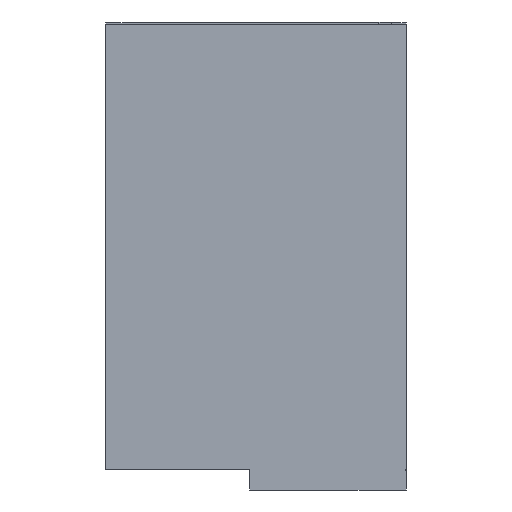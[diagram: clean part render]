
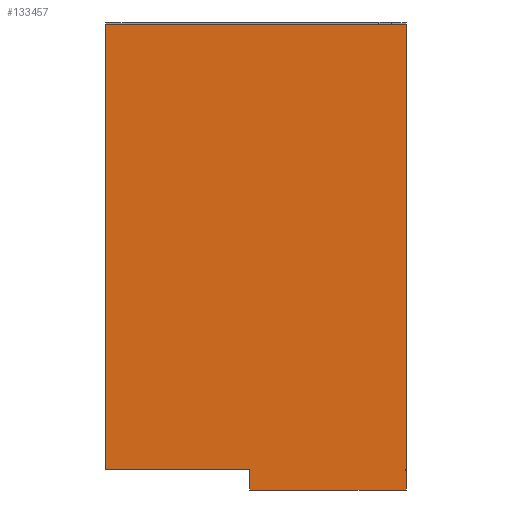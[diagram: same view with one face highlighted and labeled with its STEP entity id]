
A CAD part, front view. The second image highlights one B-rep face of the part: STEP entity #133457.
In plain terms, the highlighted planar face has unit normal (0, -1, 0).
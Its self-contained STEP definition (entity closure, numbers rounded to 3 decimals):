
#2558 = EDGE_CURVE ( 'NONE', #141149, #136283, #62095, .T. ) ;
#3942 = VERTEX_POINT ( 'NONE', #117355 ) ;
#4762 = CARTESIAN_POINT ( 'NONE',  ( 218., -65., 28.797 ) ) ;
#6054 = LINE ( 'NONE', #47087, #88437 ) ;
#8244 = EDGE_CURVE ( 'NONE', #57152, #102154, #45058, .T. ) ;
#14160 = VECTOR ( 'NONE', #90630, 1000. ) ;
#17867 = DIRECTION ( 'NONE',  ( 1., 0., 0. ) ) ;
#28338 = DIRECTION ( 'NONE',  ( 1., 0., 0. ) ) ;
#28724 = VERTEX_POINT ( 'NONE', #106735 ) ;
#28826 = DIRECTION ( 'NONE',  ( 0., 1., 0. ) ) ;
#30584 = VECTOR ( 'NONE', #61632, 1000. ) ;
#35061 = CARTESIAN_POINT ( 'NONE',  ( -8.962, -65., 30. ) ) ;
#38151 = ORIENTED_EDGE ( 'NONE', *, *, #2558, .F. ) ;
#38294 = VERTEX_POINT ( 'NONE', #4762 ) ;
#38810 = EDGE_CURVE ( 'NONE', #141149, #3942, #123921, .T. ) ;
#39725 = CARTESIAN_POINT ( 'NONE',  ( 219., -65., 0. ) ) ;
#40601 = EDGE_CURVE ( 'NONE', #102154, #48774, #117754, .T. ) ;
#41016 = ORIENTED_EDGE ( 'NONE', *, *, #62081, .F. ) ;
#41783 = ORIENTED_EDGE ( 'NONE', *, *, #117369, .F. ) ;
#42504 = EDGE_CURVE ( 'NONE', #57152, #136283, #51245, .T. ) ;
#45058 = LINE ( 'NONE', #56000, #141991 ) ;
#47087 = CARTESIAN_POINT ( 'NONE',  ( 218., -65., 30. ) ) ;
#48774 = VERTEX_POINT ( 'NONE', #111398 ) ;
#51245 = LINE ( 'NONE', #102346, #54233 ) ;
#54233 = VECTOR ( 'NONE', #153501, 1000. ) ;
#55665 = FACE_OUTER_BOUND ( 'NONE', #148948, .T. ) ;
#56000 = CARTESIAN_POINT ( 'NONE',  ( -219., -65., 680. ) ) ;
#56578 = DIRECTION ( 'NONE',  ( 0., 0., -1. ) ) ;
#57152 = VERTEX_POINT ( 'NONE', #75280 ) ;
#57306 = DIRECTION ( 'NONE',  ( 0., 0., 1. ) ) ;
#61632 = DIRECTION ( 'NONE',  ( 1., 0., 0. ) ) ;
#62081 = EDGE_CURVE ( 'NONE', #160898, #38294, #6054, .T. ) ;
#62095 = LINE ( 'NONE', #150132, #126275 ) ;
#66372 = CARTESIAN_POINT ( 'NONE',  ( -219., -65., 30. ) ) ;
#68517 = VERTEX_POINT ( 'NONE', #39725 ) ;
#69159 = CARTESIAN_POINT ( 'NONE',  ( 219., -65., 680. ) ) ;
#69699 = VECTOR ( 'NONE', #141032, 1000. ) ;
#75175 = ORIENTED_EDGE ( 'NONE', *, *, #42504, .T. ) ;
#75280 = CARTESIAN_POINT ( 'NONE',  ( -219., -65., 680. ) ) ;
#88148 = CARTESIAN_POINT ( 'NONE',  ( -219., -65., 0. ) ) ;
#88437 = VECTOR ( 'NONE', #149349, 1000. ) ;
#89944 = EDGE_CURVE ( 'NONE', #160898, #48774, #139552, .T. ) ;
#90630 = DIRECTION ( 'NONE',  ( 1., 0., 0. ) ) ;
#90670 = ORIENTED_EDGE ( 'NONE', *, *, #89944, .T. ) ;
#99161 = LINE ( 'NONE', #140208, #69699 ) ;
#100776 = VECTOR ( 'NONE', #17867, 1000. ) ;
#102154 = VERTEX_POINT ( 'NONE', #157537 ) ;
#102321 = ORIENTED_EDGE ( 'NONE', *, *, #38810, .T. ) ;
#102346 = CARTESIAN_POINT ( 'NONE',  ( -219., -65., 680. ) ) ;
#106735 = CARTESIAN_POINT ( 'NONE',  ( 219., -65., 28.797 ) ) ;
#107627 = VECTOR ( 'NONE', #108880, 1000. ) ;
#108367 = CARTESIAN_POINT ( 'NONE',  ( 218., -65., 28.797 ) ) ;
#108880 = DIRECTION ( 'NONE',  ( 0., 0., -1. ) ) ;
#108984 = ORIENTED_EDGE ( 'NONE', *, *, #8244, .F. ) ;
#111398 = CARTESIAN_POINT ( 'NONE',  ( 219., -65., 30. ) ) ;
#113575 = CARTESIAN_POINT ( 'NONE',  ( 218., -65., 30. ) ) ;
#114610 = ORIENTED_EDGE ( 'NONE', *, *, #150100, .T. ) ;
#117355 = CARTESIAN_POINT ( 'NONE',  ( -8.962, -65., 0. ) ) ;
#117369 = EDGE_CURVE ( 'NONE', #28724, #68517, #99161, .T. ) ;
#117754 = LINE ( 'NONE', #69159, #123727 ) ;
#118754 = CARTESIAN_POINT ( 'NONE',  ( -8.962, -65., 30. ) ) ;
#120971 = CARTESIAN_POINT ( 'NONE',  ( -219., -65., 680. ) ) ;
#123727 = VECTOR ( 'NONE', #56578, 1000. ) ;
#123921 = LINE ( 'NONE', #35061, #107627 ) ;
#125046 = LINE ( 'NONE', #88148, #14160 ) ;
#126275 = VECTOR ( 'NONE', #138373, 1000. ) ;
#131048 = PLANE ( 'NONE',  #161860 ) ;
#133457 = ADVANCED_FACE ( 'NONE', ( #55665 ), #131048, .F. ) ;
#136283 = VERTEX_POINT ( 'NONE', #66372 ) ;
#137658 = ORIENTED_EDGE ( 'NONE', *, *, #40601, .F. ) ;
#138373 = DIRECTION ( 'NONE',  ( -1., 0., 0. ) ) ;
#139552 = LINE ( 'NONE', #113575, #30584 ) ;
#140208 = CARTESIAN_POINT ( 'NONE',  ( 219., -65., 680. ) ) ;
#141032 = DIRECTION ( 'NONE',  ( 0., 0., -1. ) ) ;
#141149 = VERTEX_POINT ( 'NONE', #118754 ) ;
#141991 = VECTOR ( 'NONE', #28338, 1000. ) ;
#148948 = EDGE_LOOP ( 'NONE', ( #41016, #90670, #137658, #108984, #75175, #38151, #102321, #114610, #41783, #154354 ) ) ;
#149349 = DIRECTION ( 'NONE',  ( 0., 0., -1. ) ) ;
#150100 = EDGE_CURVE ( 'NONE', #3942, #68517, #125046, .T. ) ;
#150132 = CARTESIAN_POINT ( 'NONE',  ( -8.962, -65., 30. ) ) ;
#153501 = DIRECTION ( 'NONE',  ( 0., 0., -1. ) ) ;
#154354 = ORIENTED_EDGE ( 'NONE', *, *, #161647, .F. ) ;
#156203 = LINE ( 'NONE', #108367, #100776 ) ;
#157537 = CARTESIAN_POINT ( 'NONE',  ( 219., -65., 680. ) ) ;
#160115 = CARTESIAN_POINT ( 'NONE',  ( 218., -65., 30. ) ) ;
#160898 = VERTEX_POINT ( 'NONE', #160115 ) ;
#161647 = EDGE_CURVE ( 'NONE', #38294, #28724, #156203, .T. ) ;
#161860 = AXIS2_PLACEMENT_3D ( 'NONE', #120971, #28826, #57306 ) ;
